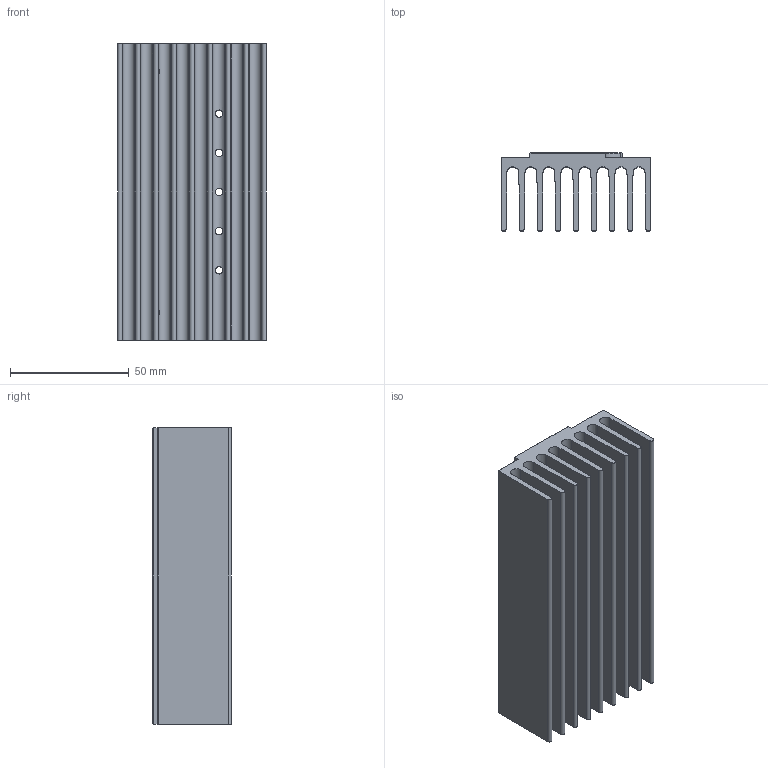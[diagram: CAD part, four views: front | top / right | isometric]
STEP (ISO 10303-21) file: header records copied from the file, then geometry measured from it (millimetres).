
FILE_DESCRIPTION (( 'STEP AP214' ), '1' );
FILE_NAME ('AB0094 125mm 2022.STEP', '2022-02-11T11:54:58', ( '' ), ( '' ), 'SwSTEP 2.0', 'SolidWorks 2021', '' );
FILE_SCHEMA (( 'AUTOMOTIVE_DESIGN' ));
Length unit declared in the file: millimetre
Products named in the file (1): AB0094 125mm 2022
Bounding box: 62.8 x 33 x 125 mm (x, y, z)
Volume: 111120.5 mm3; surface area: 76542.5 mm2
Topology: 1 solids, 1 shells, 104 faces, 316 edges, 194 vertices
Faces by surface type: plane 39, cylinder 37, cone 28
Entity records: 3942 total; most frequent: CARTESIAN_POINT 1121, ORIENTED_EDGE 616, DIRECTION 564, EDGE_CURVE 308, AXIS2_PLACEMENT_3D 197, VERTEX_POINT 194, LINE 170, VECTOR 170
